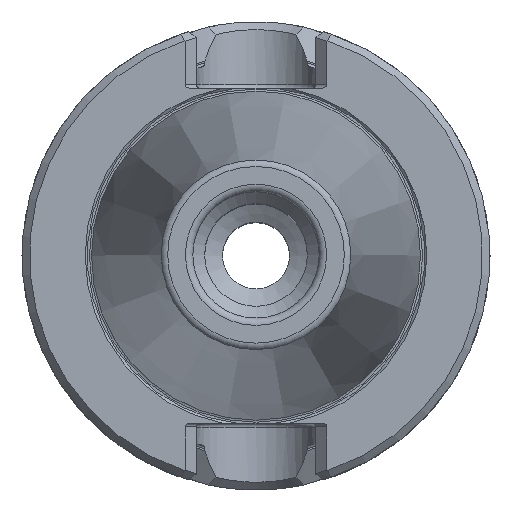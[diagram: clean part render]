
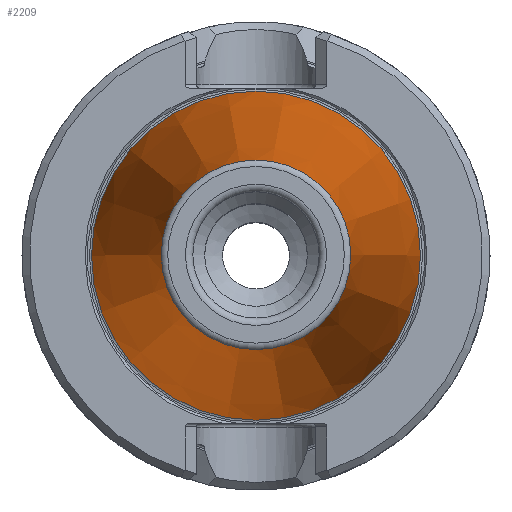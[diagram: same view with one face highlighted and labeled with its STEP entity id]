
A CAD part, top view. The second image highlights one B-rep face of the part: STEP entity #2209.
In plain terms, the highlighted conical face has half-angle 8.297 degrees and reference radius 12.396 mm.
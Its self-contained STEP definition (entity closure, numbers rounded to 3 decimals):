
#256=CONICAL_SURFACE('',#2356,12.396,0.145);
#338=ORIENTED_EDGE('',*,*,#707,.T.);
#339=ORIENTED_EDGE('',*,*,#706,.F.);
#706=EDGE_CURVE('',#906,#906,#1052,.F.);
#707=EDGE_CURVE('',#907,#907,#1053,.F.);
#906=VERTEX_POINT('',#3016);
#907=VERTEX_POINT('',#3019);
#1052=CIRCLE('',#2355,12.763);
#1053=CIRCLE('',#2357,22.149);
#1166=EDGE_LOOP('',(#338));
#1167=EDGE_LOOP('',(#339));
#1322=FACE_BOUND('',#1166,.T.);
#1323=FACE_BOUND('',#1167,.T.);
#2209=ADVANCED_FACE('',(#1322,#1323),#256,.T.);
#2355=AXIS2_PLACEMENT_3D('',#3015,#2616,#2617);
#2356=AXIS2_PLACEMENT_3D('',#3017,#2618,#2619);
#2357=AXIS2_PLACEMENT_3D('',#3018,#2620,#2621);
#2616=DIRECTION('',(0.,0.,-1.));
#2617=DIRECTION('',(-1.,0.,0.));
#2618=DIRECTION('',(0.,0.,-1.));
#2619=DIRECTION('',(-1.,0.,0.));
#2620=DIRECTION('',(0.,0.,-1.));
#2621=DIRECTION('',(-1.,0.,0.));
#3015=CARTESIAN_POINT('',(0.,0.,64.886));
#3016=CARTESIAN_POINT('',(-12.763,0.,64.886));
#3017=CARTESIAN_POINT('',(0.,0.,67.4));
#3018=CARTESIAN_POINT('',(0.,0.,0.524));
#3019=CARTESIAN_POINT('',(-22.149,0.,0.524));
